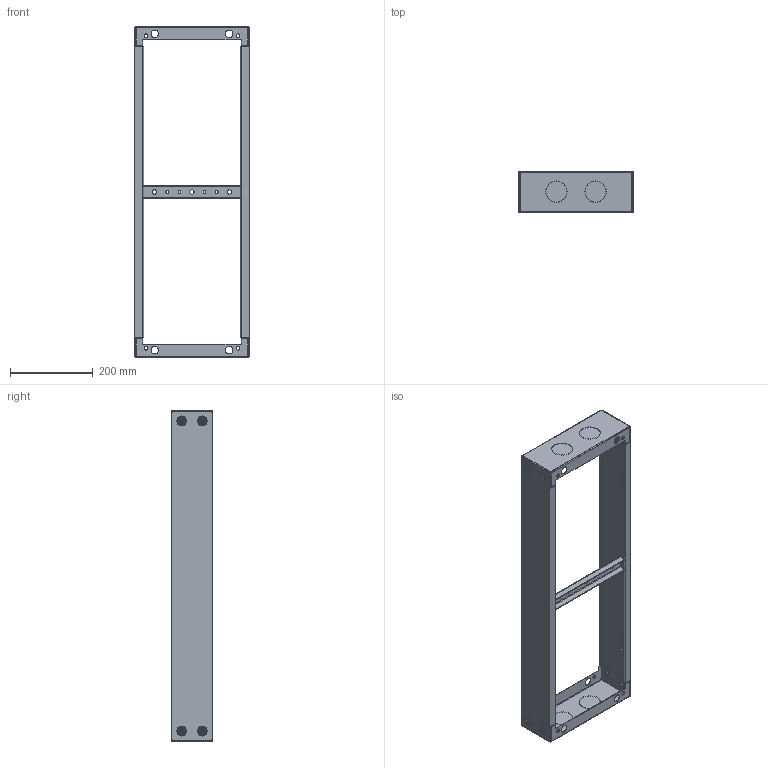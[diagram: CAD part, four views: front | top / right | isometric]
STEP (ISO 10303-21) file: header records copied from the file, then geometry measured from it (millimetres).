
FILE_DESCRIPTION((''),'2;1');
FILE_NAME('001336912_PH1_D3-W3_ASM','2023-01-27T10:48:40',('klemen.sitar'),('Audax d.o.o.'),'CREO PARAMETRIC BY PTC INC, 2021304','CREO PARAMETRIC BY PTC INC, 2021304','');
FILE_SCHEMA(('AP242_MANAGED_MODEL_BASED_3D_ENGINEERING_MIM_LF { 1 0 10303 442 1 1 4 }'));
Length unit declared in the file: millimetre
Products named in the file (7): X1_1_1_1_2_3_4_5_6_7; P4_1_1_1_1_1_1_1_2_3_4_5_6; PP3-SCREW_1_1_1_1_1_1_1_2_3_4_6; ASM0001_ASM_1_1_ASM_1_ASM_1_A_5_ASM; ASM0006_ASM; PRT0003; 001336912_PH1_D3-W3_ASM
Assembly tree (11 placements, depth 4):
  001336912_PH1_D3-W3_ASM
    X1_1_1_1_2_3_4_5_6_7  x2
    ASM0006_ASM  x2
      ASM0001_ASM_1_1_ASM_1_ASM_1_A_5_ASM
        P4_1_1_1_1_1_1_1_2_3_4_5_6
        PP3-SCREW_1_1_1_1_1_1_1_2_3_4_6  x4
    PRT0003
Bounding box: 277.3 x 100 x 800 mm (x, y, z)
Volume: 530284.6 mm3; surface area: 704019.6 mm2
Topology: 13 solids, 13 shells, 732 faces, 1906 edges, 1292 vertices
Faces by surface type: plane 330, cylinder 170, torus 144, cone 64, revolution 16, sphere 8
Entity records: 14557 total; most frequent: CARTESIAN_POINT 1877, DIRECTION 1791, ORIENTED_EDGE 1516, PRESENTATION_STYLE_ASSIGNMENT 910, STYLED_ITEM 910, EDGE_CURVE 758, AXIS2_PLACEMENT_3D 696, CURVE_STYLE 635
